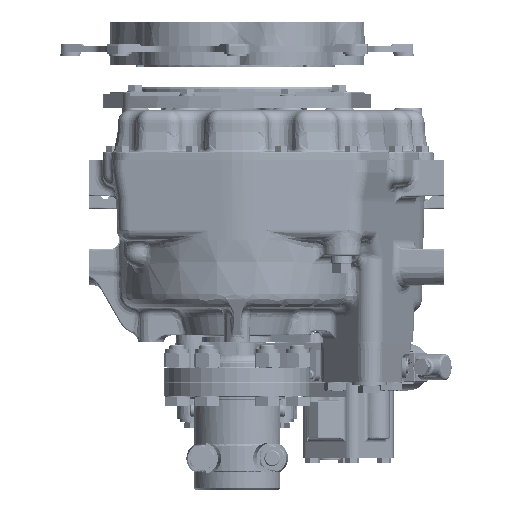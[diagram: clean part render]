
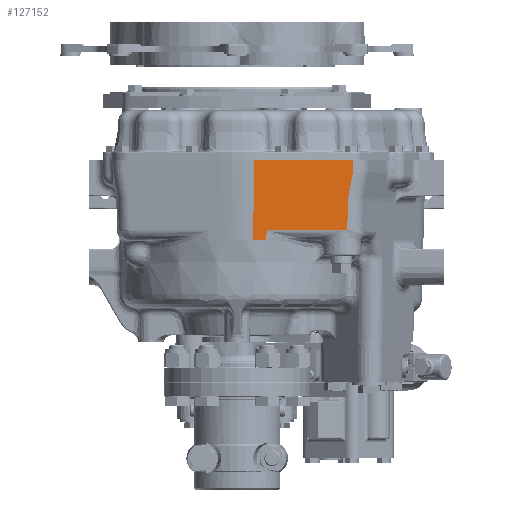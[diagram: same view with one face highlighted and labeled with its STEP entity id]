
A CAD part, front view. The second image highlights one B-rep face of the part: STEP entity #127152.
In plain terms, the highlighted planar face has unit normal (0.174, -0.985, -0.026).
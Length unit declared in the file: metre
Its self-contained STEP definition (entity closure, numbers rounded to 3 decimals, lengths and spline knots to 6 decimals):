
#632 = DIRECTION ( 'NONE',  ( 0.985, 0.174, 0. ) ) ;
#1175 = EDGE_CURVE ( 'NONE', #42514, #190306, #6852, .T. ) ;
#3624 = B_SPLINE_CURVE_WITH_KNOTS ( 'NONE', 3,
 ( #113834, #150107, #184034, #165376, #96240, #5014, #61119, #81018 ),
 .UNSPECIFIED., .F., .F.,
 ( 4, 2, 2, 4 ),
 ( 0., 0.000501, 0.000751, 0.001001 ),
 .UNSPECIFIED. ) ;
#5014 = CARTESIAN_POINT ( 'NONE',  ( 0.029525, -0.24766, -0.121751 ) ) ;
#6852 = LINE ( 'NONE', #29053, #212277 ) ;
#10221 = CARTESIAN_POINT ( 'NONE',  ( 0.115942, -0.233979, -0.063191 ) ) ;
#10338 = CARTESIAN_POINT ( 'NONE',  ( 0.111317, -0.234153, -0.08732 ) ) ;
#10921 = CARTESIAN_POINT ( 'NONE',  ( 0.111371, -0.235033, -0.053872 ) ) ;
#11077 = EDGE_CURVE ( 'NONE', #64082, #42514, #153341, .T. ) ;
#15241 = VERTEX_POINT ( 'NONE', #81208 ) ;
#16525 = ORIENTED_EDGE ( 'NONE', *, *, #86603, .F. ) ;
#19433 = LINE ( 'NONE', #21718, #111421 ) ;
#21718 = CARTESIAN_POINT ( 'NONE',  ( 0.106546, -0.234082, -0.121616 ) ) ;
#24246 = EDGE_CURVE ( 'NONE', #217030, #82822, #3624, .T. ) ;
#28864 = DIRECTION ( 'NONE',  ( -0.985, -0.174, 0. ) ) ;
#29053 = CARTESIAN_POINT ( 'NONE',  ( 0.116115, -0.234195, -0.053941 ) ) ;
#30747 = CARTESIAN_POINT ( 'NONE',  ( 0.01654, -0.251791, -0.052489 ) ) ;
#32388 = EDGE_LOOP ( 'NONE', ( #99962, #197478, #16525, #60076, #128859, #62894, #94552, #76399, #62778, #171705 ) ) ;
#34013 = VERTEX_POINT ( 'NONE', #207732 ) ;
#34187 =( BOUNDED_CURVE ( )  B_SPLINE_CURVE ( 3, ( #204558, #208027, #117958, #10338 ),
 .UNSPECIFIED., .F., .F. ) 
 B_SPLINE_CURVE_WITH_KNOTS ( ( 4, 4 ),
 ( 3.119067, 3.265486 ),
 .UNSPECIFIED. ) 
 CURVE ( )  GEOMETRIC_REPRESENTATION_ITEM ( )  RATIONAL_B_SPLINE_CURVE ( ( 1., 0.998, 0.998, 1. ) ) 
 REPRESENTATION_ITEM ( '' )  );
#36485 = DIRECTION ( 'NONE',  ( 0.019, -0.023, 1. ) ) ;
#36681 = DIRECTION ( 'NONE',  ( 0.174, -0.984, -0.026 ) ) ;
#40523 = LINE ( 'NONE', #30747, #225003 ) ;
#42514 = VERTEX_POINT ( 'NONE', #10221 ) ;
#43478 = CARTESIAN_POINT ( 'NONE',  ( 0.029328, -0.247673, -0.122553 ) ) ;
#44306 = CARTESIAN_POINT ( 'NONE',  ( 0.111317, -0.234153, -0.08732 ) ) ;
#54238 = EDGE_CURVE ( 'NONE', #82822, #199705, #19433, .T. ) ;
#59719 = CARTESIAN_POINT ( 'NONE',  ( 0.114375, -0.234038, -0.071369 ) ) ;
#60076 = ORIENTED_EDGE ( 'NONE', *, *, #179335, .F. ) ;
#60928 = B_SPLINE_CURVE_WITH_KNOTS ( 'NONE', 3,
 ( #64461, #117147, #207243, #114829 ),
 .UNSPECIFIED., .F., .F.,
 ( 4, 4 ),
 ( 0., 0.009949 ),
 .UNSPECIFIED. ) ;
#61102 = VECTOR ( 'NONE', #28864, 1. ) ;
#61119 = CARTESIAN_POINT ( 'NONE',  ( 0.029571, -0.247653, -0.12168 ) ) ;
#62778 = ORIENTED_EDGE ( 'NONE', *, *, #86267, .T. ) ;
#62894 = ORIENTED_EDGE ( 'NONE', *, *, #24246, .T. ) ;
#64082 = VERTEX_POINT ( 'NONE', #44306 ) ;
#64461 = CARTESIAN_POINT ( 'NONE',  ( 0.029273, -0.247418, -0.132499 ) ) ;
#72489 = EDGE_CURVE ( 'NONE', #34013, #190306, #155657, .T. ) ;
#76399 = ORIENTED_EDGE ( 'NONE', *, *, #228035, .T. ) ;
#81018 = CARTESIAN_POINT ( 'NONE',  ( 0.029623, -0.247646, -0.121616 ) ) ;
#81208 = CARTESIAN_POINT ( 'NONE',  ( 0.016176, -0.249728, -0.132499 ) ) ;
#81321 = EDGE_CURVE ( 'NONE', #113190, #217030, #60928, .T. ) ;
#82822 = VERTEX_POINT ( 'NONE', #159954 ) ;
#85432 = DIRECTION ( 'NONE',  ( 0.985, 0.174, 0. ) ) ;
#86267 = EDGE_CURVE ( 'NONE', #204631, #64082, #34187, .T. ) ;
#86603 = EDGE_CURVE ( 'NONE', #15241, #34013, #40523, .T. ) ;
#94552 = ORIENTED_EDGE ( 'NONE', *, *, #54238, .T. ) ;
#96240 = CARTESIAN_POINT ( 'NONE',  ( 0.02945, -0.247669, -0.121899 ) ) ;
#99962 = ORIENTED_EDGE ( 'NONE', *, *, #1175, .T. ) ;
#100411 = DIRECTION ( 'NONE',  ( 0.019, -0.023, 1. ) ) ;
#106915 = CARTESIAN_POINT ( 'NONE',  ( 0.116142, -0.234228, -0.052489 ) ) ;
#111421 = VECTOR ( 'NONE', #632, 1. ) ;
#113190 = VERTEX_POINT ( 'NONE', #226607 ) ;
#113421 = CARTESIAN_POINT ( 'NONE',  ( 0.110622, -0.234099, -0.093975 ) ) ;
#113834 = CARTESIAN_POINT ( 'NONE',  ( 0.029328, -0.247673, -0.122553 ) ) ;
#114829 = CARTESIAN_POINT ( 'NONE',  ( 0.029328, -0.247673, -0.122553 ) ) ;
#116442 = AXIS2_PLACEMENT_3D ( 'NONE', #218017, #36681, #180651 ) ;
#117147 = CARTESIAN_POINT ( 'NONE',  ( 0.029291, -0.247503, -0.129184 ) ) ;
#117958 = CARTESIAN_POINT ( 'NONE',  ( 0.110896, -0.234169, -0.08952 ) ) ;
#127152 = ADVANCED_FACE ( 'NONE', ( #179473 ), #178342, .T. ) ;
#128859 = ORIENTED_EDGE ( 'NONE', *, *, #81321, .T. ) ;
#131148 = DIRECTION ( 'NONE',  ( 0.188, 0.007, 0.982 ) ) ;
#138118 = CARTESIAN_POINT ( 'NONE',  ( -0.165661, -0.283918, -0.052489 ) ) ;
#150107 = CARTESIAN_POINT ( 'NONE',  ( 0.029329, -0.247677, -0.122385 ) ) ;
#151312 = VECTOR ( 'NONE', #85432, 1. ) ;
#153341 = LINE ( 'NONE', #59719, #224201 ) ;
#155657 = LINE ( 'NONE', #138118, #151312 ) ;
#157526 = LINE ( 'NONE', #224264, #61102 ) ;
#159954 = CARTESIAN_POINT ( 'NONE',  ( 0.029623, -0.247646, -0.121616 ) ) ;
#165376 = CARTESIAN_POINT ( 'NONE',  ( 0.029419, -0.247672, -0.121976 ) ) ;
#170111 = DIRECTION ( 'NONE',  ( 0.005, -0.026, 1. ) ) ;
#171259 = LINE ( 'NONE', #10921, #226534 ) ;
#171705 = ORIENTED_EDGE ( 'NONE', *, *, #11077, .T. ) ;
#178342 = PLANE ( 'NONE',  #116442 ) ;
#179335 = EDGE_CURVE ( 'NONE', #113190, #15241, #157526, .T. ) ;
#179473 = FACE_OUTER_BOUND ( 'NONE', #32388, .T. ) ;
#180651 = DIRECTION ( 'NONE',  ( 0.985, 0.174, 0. ) ) ;
#184034 = CARTESIAN_POINT ( 'NONE',  ( 0.029348, -0.247678, -0.122219 ) ) ;
#190306 = VERTEX_POINT ( 'NONE', #106915 ) ;
#197478 = ORIENTED_EDGE ( 'NONE', *, *, #72489, .F. ) ;
#199705 = VERTEX_POINT ( 'NONE', #207433 ) ;
#204558 = CARTESIAN_POINT ( 'NONE',  ( 0.110622, -0.234099, -0.093975 ) ) ;
#204631 = VERTEX_POINT ( 'NONE', #113421 ) ;
#207243 = CARTESIAN_POINT ( 'NONE',  ( 0.029309, -0.247588, -0.125868 ) ) ;
#207433 = CARTESIAN_POINT ( 'NONE',  ( 0.110105, -0.233455, -0.121616 ) ) ;
#207732 = CARTESIAN_POINT ( 'NONE',  ( 0.01654, -0.251791, -0.052489 ) ) ;
#208027 = CARTESIAN_POINT ( 'NONE',  ( 0.110663, -0.234151, -0.091743 ) ) ;
#212277 = VECTOR ( 'NONE', #100411, 1. ) ;
#217030 = VERTEX_POINT ( 'NONE', #43478 ) ;
#218017 = CARTESIAN_POINT ( 'NONE',  ( 0.01654, -0.251791, -0.052489 ) ) ;
#224201 = VECTOR ( 'NONE', #131148, 1. ) ;
#224264 = CARTESIAN_POINT ( 'NONE',  ( 0.016176, -0.249728, -0.132499 ) ) ;
#225003 = VECTOR ( 'NONE', #170111, 1. ) ;
#226534 = VECTOR ( 'NONE', #36485, 1. ) ;
#226607 = CARTESIAN_POINT ( 'NONE',  ( 0.029273, -0.247418, -0.132499 ) ) ;
#228035 = EDGE_CURVE ( 'NONE', #199705, #204631, #171259, .T. ) ;
